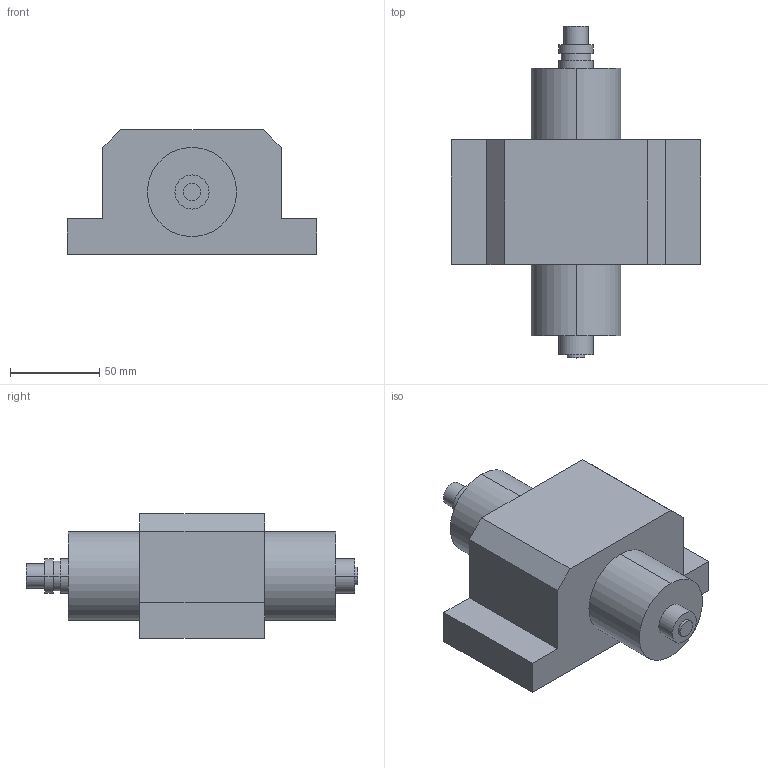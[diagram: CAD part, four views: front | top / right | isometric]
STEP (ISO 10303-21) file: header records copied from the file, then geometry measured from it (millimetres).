
FILE_DESCRIPTION (( 'STEP AP203' ), '1' );
FILE_NAME ('spindle_Default_sldprt.STEP', '2024-01-09T15:01:38', ( '' ), ( '' ), 'SwSTEP 2.0', 'SolidWorks 2020', '' );
FILE_SCHEMA (( 'CONFIG_CONTROL_DESIGN' ));
Length unit declared in the file: millimetre
Products named in the file (1): spindle_Default_sldprt
Bounding box: 140 x 186.18 x 70 mm (x, y, z)
Volume: 704373.5 mm3; surface area: 58592.2 mm2
Topology: 1 solids, 1 shells, 36 faces, 78 edges, 52 vertices
Faces by surface type: plane 20, cylinder 16
Entity records: 1071 total; most frequent: DIRECTION 184, CARTESIAN_POINT 167, ORIENTED_EDGE 156, EDGE_CURVE 78, AXIS2_PLACEMENT_3D 69, VERTEX_POINT 52, VECTOR 46, LINE 46
